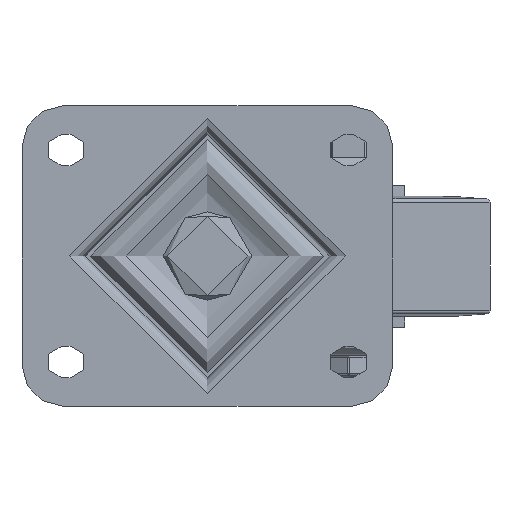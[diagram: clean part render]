
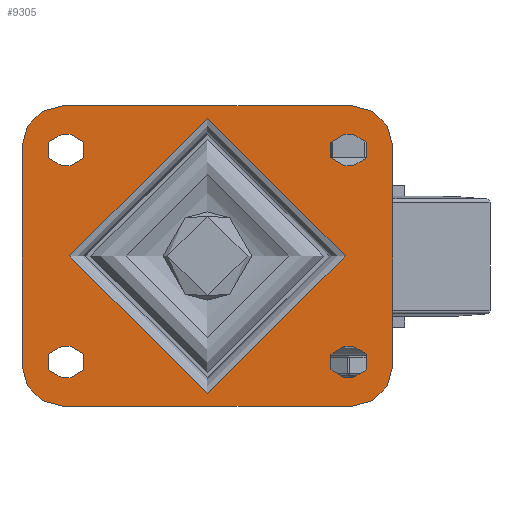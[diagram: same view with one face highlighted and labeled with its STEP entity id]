
A CAD part, top view. The second image highlights one B-rep face of the part: STEP entity #9305.
In plain terms, the highlighted planar face has unit normal (0, 0, 1).
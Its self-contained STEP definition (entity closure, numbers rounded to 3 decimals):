
#269=FACE_BOUND('',#3093,.T.);
#270=FACE_BOUND('',#3094,.T.);
#271=FACE_BOUND('',#3095,.T.);
#272=FACE_BOUND('',#3096,.T.);
#273=FACE_BOUND('',#3097,.T.);
#401=PLANE('',#10158);
#1126=LINE('',#14665,#1826);
#1127=LINE('',#14669,#1827);
#1128=LINE('',#14673,#1828);
#1129=LINE('',#14676,#1829);
#1130=LINE('',#14681,#1830);
#1131=LINE('',#14684,#1831);
#1132=LINE('',#14689,#1832);
#1133=LINE('',#14692,#1833);
#1134=LINE('',#14697,#1834);
#1135=LINE('',#14700,#1835);
#1136=LINE('',#14705,#1836);
#1137=LINE('',#14708,#1837);
#1826=VECTOR('',#11550,1000.);
#1827=VECTOR('',#11553,1000.);
#1828=VECTOR('',#11556,1000.);
#1829=VECTOR('',#11559,1000.);
#1830=VECTOR('',#11562,1000.);
#1831=VECTOR('',#11565,1000.);
#1832=VECTOR('',#11568,1000.);
#1833=VECTOR('',#11571,1000.);
#1834=VECTOR('',#11574,1000.);
#1835=VECTOR('',#11577,1000.);
#1836=VECTOR('',#11580,1000.);
#1837=VECTOR('',#11583,1000.);
#2543=FACE_OUTER_BOUND('',#3092,.T.);
#3092=EDGE_LOOP('',(#6901,#6902,#6903,#6904,#6905,#6906,#6907,#6908));
#3093=EDGE_LOOP('',(#6909,#6910,#6911,#6912));
#3094=EDGE_LOOP('',(#6913,#6914,#6915,#6916));
#3095=EDGE_LOOP('',(#6917,#6918,#6919,#6920));
#3096=EDGE_LOOP('',(#6921,#6922,#6923,#6924));
#3097=EDGE_LOOP('',(#6925));
#3593=CIRCLE('',#9936,38.972);
#3698=CIRCLE('',#10159,11.5);
#3699=CIRCLE('',#10160,11.5);
#3700=CIRCLE('',#10161,11.5);
#3701=CIRCLE('',#10162,11.5);
#3702=CIRCLE('',#10163,4.5);
#3703=CIRCLE('',#10164,4.5);
#3704=CIRCLE('',#10165,4.5);
#3705=CIRCLE('',#10166,4.5);
#3706=CIRCLE('',#10167,4.5);
#3707=CIRCLE('',#10168,4.5);
#3708=CIRCLE('',#10169,4.5);
#3709=CIRCLE('',#10170,4.5);
#4049=VERTEX_POINT('',#13772);
#4216=VERTEX_POINT('',#14661);
#4217=VERTEX_POINT('',#14662);
#4218=VERTEX_POINT('',#14664);
#4219=VERTEX_POINT('',#14666);
#4220=VERTEX_POINT('',#14668);
#4221=VERTEX_POINT('',#14670);
#4222=VERTEX_POINT('',#14672);
#4223=VERTEX_POINT('',#14674);
#4224=VERTEX_POINT('',#14677);
#4225=VERTEX_POINT('',#14678);
#4226=VERTEX_POINT('',#14680);
#4227=VERTEX_POINT('',#14682);
#4228=VERTEX_POINT('',#14685);
#4229=VERTEX_POINT('',#14686);
#4230=VERTEX_POINT('',#14688);
#4231=VERTEX_POINT('',#14690);
#4232=VERTEX_POINT('',#14693);
#4233=VERTEX_POINT('',#14694);
#4234=VERTEX_POINT('',#14696);
#4235=VERTEX_POINT('',#14698);
#4236=VERTEX_POINT('',#14701);
#4237=VERTEX_POINT('',#14702);
#4238=VERTEX_POINT('',#14704);
#4239=VERTEX_POINT('',#14706);
#4950=EDGE_CURVE('',#4049,#4049,#3593,.T.);
#5221=EDGE_CURVE('',#4216,#4217,#3698,.T.);
#5222=EDGE_CURVE('',#4218,#4216,#1126,.T.);
#5223=EDGE_CURVE('',#4219,#4218,#3699,.T.);
#5224=EDGE_CURVE('',#4220,#4219,#1127,.T.);
#5225=EDGE_CURVE('',#4221,#4220,#3700,.T.);
#5226=EDGE_CURVE('',#4222,#4221,#1128,.T.);
#5227=EDGE_CURVE('',#4223,#4222,#3701,.T.);
#5228=EDGE_CURVE('',#4217,#4223,#1129,.T.);
#5229=EDGE_CURVE('',#4224,#4225,#3702,.T.);
#5230=EDGE_CURVE('',#4225,#4226,#1130,.T.);
#5231=EDGE_CURVE('',#4226,#4227,#3703,.T.);
#5232=EDGE_CURVE('',#4227,#4224,#1131,.T.);
#5233=EDGE_CURVE('',#4228,#4229,#3704,.T.);
#5234=EDGE_CURVE('',#4229,#4230,#1132,.T.);
#5235=EDGE_CURVE('',#4230,#4231,#3705,.T.);
#5236=EDGE_CURVE('',#4231,#4228,#1133,.T.);
#5237=EDGE_CURVE('',#4232,#4233,#3706,.T.);
#5238=EDGE_CURVE('',#4233,#4234,#1134,.T.);
#5239=EDGE_CURVE('',#4234,#4235,#3707,.T.);
#5240=EDGE_CURVE('',#4235,#4232,#1135,.T.);
#5241=EDGE_CURVE('',#4236,#4237,#3708,.T.);
#5242=EDGE_CURVE('',#4237,#4238,#1136,.T.);
#5243=EDGE_CURVE('',#4238,#4239,#3709,.T.);
#5244=EDGE_CURVE('',#4239,#4236,#1137,.T.);
#6901=ORIENTED_EDGE('',*,*,#5221,.F.);
#6902=ORIENTED_EDGE('',*,*,#5222,.F.);
#6903=ORIENTED_EDGE('',*,*,#5223,.F.);
#6904=ORIENTED_EDGE('',*,*,#5224,.F.);
#6905=ORIENTED_EDGE('',*,*,#5225,.F.);
#6906=ORIENTED_EDGE('',*,*,#5226,.F.);
#6907=ORIENTED_EDGE('',*,*,#5227,.F.);
#6908=ORIENTED_EDGE('',*,*,#5228,.F.);
#6909=ORIENTED_EDGE('',*,*,#5229,.T.);
#6910=ORIENTED_EDGE('',*,*,#5230,.T.);
#6911=ORIENTED_EDGE('',*,*,#5231,.T.);
#6912=ORIENTED_EDGE('',*,*,#5232,.T.);
#6913=ORIENTED_EDGE('',*,*,#5233,.T.);
#6914=ORIENTED_EDGE('',*,*,#5234,.T.);
#6915=ORIENTED_EDGE('',*,*,#5235,.T.);
#6916=ORIENTED_EDGE('',*,*,#5236,.T.);
#6917=ORIENTED_EDGE('',*,*,#5237,.T.);
#6918=ORIENTED_EDGE('',*,*,#5238,.T.);
#6919=ORIENTED_EDGE('',*,*,#5239,.T.);
#6920=ORIENTED_EDGE('',*,*,#5240,.T.);
#6921=ORIENTED_EDGE('',*,*,#5241,.T.);
#6922=ORIENTED_EDGE('',*,*,#5242,.T.);
#6923=ORIENTED_EDGE('',*,*,#5243,.T.);
#6924=ORIENTED_EDGE('',*,*,#5244,.T.);
#6925=ORIENTED_EDGE('',*,*,#4950,.F.);
#9305=ADVANCED_FACE('',(#2543,#269,#270,#271,#272,#273),#401,.T.);
#9936=AXIS2_PLACEMENT_3D('',#13774,#10989,#10990);
#10158=AXIS2_PLACEMENT_3D('',#14660,#11546,#11547);
#10159=AXIS2_PLACEMENT_3D('',#14663,#11548,#11549);
#10160=AXIS2_PLACEMENT_3D('',#14667,#11551,#11552);
#10161=AXIS2_PLACEMENT_3D('',#14671,#11554,#11555);
#10162=AXIS2_PLACEMENT_3D('',#14675,#11557,#11558);
#10163=AXIS2_PLACEMENT_3D('',#14679,#11560,#11561);
#10164=AXIS2_PLACEMENT_3D('',#14683,#11563,#11564);
#10165=AXIS2_PLACEMENT_3D('',#14687,#11566,#11567);
#10166=AXIS2_PLACEMENT_3D('',#14691,#11569,#11570);
#10167=AXIS2_PLACEMENT_3D('',#14695,#11572,#11573);
#10168=AXIS2_PLACEMENT_3D('',#14699,#11575,#11576);
#10169=AXIS2_PLACEMENT_3D('',#14703,#11578,#11579);
#10170=AXIS2_PLACEMENT_3D('',#14707,#11581,#11582);
#10989=DIRECTION('center_axis',(0.,0.,1.));
#10990=DIRECTION('ref_axis',(-1.,0.,0.));
#11546=DIRECTION('center_axis',(0.,0.,1.));
#11547=DIRECTION('ref_axis',(1.,0.,0.));
#11548=DIRECTION('center_axis',(0.,0.,-1.));
#11549=DIRECTION('ref_axis',(0.,-1.,0.));
#11550=DIRECTION('',(-1.,0.,0.));
#11551=DIRECTION('center_axis',(0.,0.,-1.));
#11552=DIRECTION('ref_axis',(1.,0.,0.));
#11553=DIRECTION('',(0.,-1.,0.));
#11554=DIRECTION('center_axis',(0.,0.,-1.));
#11555=DIRECTION('ref_axis',(0.,1.,0.));
#11556=DIRECTION('',(1.,0.,0.));
#11557=DIRECTION('center_axis',(0.,0.,-1.));
#11558=DIRECTION('ref_axis',(-1.,0.,0.));
#11559=DIRECTION('',(0.,1.,0.));
#11560=DIRECTION('center_axis',(0.,0.,-1.));
#11561=DIRECTION('ref_axis',(0.,1.,0.));
#11562=DIRECTION('',(-1.,0.,0.));
#11563=DIRECTION('center_axis',(0.,0.,-1.));
#11564=DIRECTION('ref_axis',(0.,1.,0.));
#11565=DIRECTION('',(1.,0.,0.));
#11566=DIRECTION('center_axis',(0.,0.,-1.));
#11567=DIRECTION('ref_axis',(0.,-1.,0.));
#11568=DIRECTION('',(1.,0.,0.));
#11569=DIRECTION('center_axis',(0.,0.,-1.));
#11570=DIRECTION('ref_axis',(0.,-1.,0.));
#11571=DIRECTION('',(-1.,0.,0.));
#11572=DIRECTION('center_axis',(0.,0.,-1.));
#11573=DIRECTION('ref_axis',(0.,1.,0.));
#11574=DIRECTION('',(-1.,0.,0.));
#11575=DIRECTION('center_axis',(0.,0.,-1.));
#11576=DIRECTION('ref_axis',(0.,1.,0.));
#11577=DIRECTION('',(1.,0.,0.));
#11578=DIRECTION('center_axis',(0.,0.,-1.));
#11579=DIRECTION('ref_axis',(0.,-1.,0.));
#11580=DIRECTION('',(1.,0.,0.));
#11581=DIRECTION('center_axis',(0.,0.,-1.));
#11582=DIRECTION('ref_axis',(0.,-1.,0.));
#11583=DIRECTION('',(-1.,0.,0.));
#13772=CARTESIAN_POINT('',(38.972,0.,0.));
#13774=CARTESIAN_POINT('Origin',(0.,0.,0.));
#14660=CARTESIAN_POINT('Origin',(0.,0.,0.));
#14661=CARTESIAN_POINT('',(-41.,-42.5,0.));
#14662=CARTESIAN_POINT('',(-52.5,-31.,0.));
#14663=CARTESIAN_POINT('Origin',(-41.,-31.,0.));
#14664=CARTESIAN_POINT('',(41.,-42.5,0.));
#14665=CARTESIAN_POINT('',(41.,-42.5,0.));
#14666=CARTESIAN_POINT('',(52.5,-31.,0.));
#14667=CARTESIAN_POINT('Origin',(41.,-31.,0.));
#14668=CARTESIAN_POINT('',(52.5,31.,0.));
#14669=CARTESIAN_POINT('',(52.5,31.,0.));
#14670=CARTESIAN_POINT('',(41.,42.5,0.));
#14671=CARTESIAN_POINT('Origin',(41.,31.,0.));
#14672=CARTESIAN_POINT('',(-41.,42.5,0.));
#14673=CARTESIAN_POINT('',(-41.,42.5,0.));
#14674=CARTESIAN_POINT('',(-52.5,31.,0.));
#14675=CARTESIAN_POINT('Origin',(-41.,31.,0.));
#14676=CARTESIAN_POINT('',(-52.5,-31.,0.));
#14677=CARTESIAN_POINT('',(-38.875,-25.5,0.));
#14678=CARTESIAN_POINT('',(-38.875,-34.5,0.));
#14679=CARTESIAN_POINT('Origin',(-38.875,-30.,0.));
#14680=CARTESIAN_POINT('',(-41.125,-34.5,0.));
#14681=CARTESIAN_POINT('',(-41.125,-34.5,0.));
#14682=CARTESIAN_POINT('',(-41.125,-25.5,0.));
#14683=CARTESIAN_POINT('Origin',(-41.125,-30.,0.));
#14684=CARTESIAN_POINT('',(-38.875,-25.5,0.));
#14685=CARTESIAN_POINT('',(-41.125,25.5,0.));
#14686=CARTESIAN_POINT('',(-41.125,34.5,0.));
#14687=CARTESIAN_POINT('Origin',(-41.125,30.,0.));
#14688=CARTESIAN_POINT('',(-38.875,34.5,0.));
#14689=CARTESIAN_POINT('',(-41.125,34.5,0.));
#14690=CARTESIAN_POINT('',(-38.875,25.5,0.));
#14691=CARTESIAN_POINT('Origin',(-38.875,30.,0.));
#14692=CARTESIAN_POINT('',(-38.875,25.5,0.));
#14693=CARTESIAN_POINT('',(41.125,-25.5,0.));
#14694=CARTESIAN_POINT('',(41.125,-34.5,0.));
#14695=CARTESIAN_POINT('Origin',(41.125,-30.,0.));
#14696=CARTESIAN_POINT('',(38.875,-34.5,0.));
#14697=CARTESIAN_POINT('',(41.125,-34.5,0.));
#14698=CARTESIAN_POINT('',(38.875,-25.5,0.));
#14699=CARTESIAN_POINT('Origin',(38.875,-30.,0.));
#14700=CARTESIAN_POINT('',(38.875,-25.5,0.));
#14701=CARTESIAN_POINT('',(38.875,25.5,0.));
#14702=CARTESIAN_POINT('',(38.875,34.5,0.));
#14703=CARTESIAN_POINT('Origin',(38.875,30.,0.));
#14704=CARTESIAN_POINT('',(41.125,34.5,0.));
#14705=CARTESIAN_POINT('',(41.125,34.5,0.));
#14706=CARTESIAN_POINT('',(41.125,25.5,0.));
#14707=CARTESIAN_POINT('Origin',(41.125,30.,0.));
#14708=CARTESIAN_POINT('',(38.875,25.5,0.));
